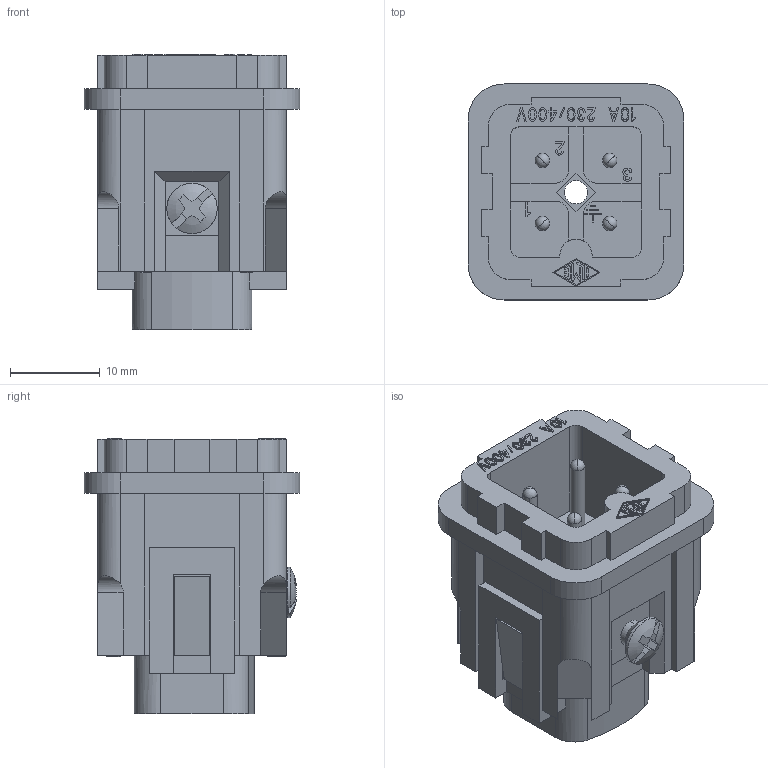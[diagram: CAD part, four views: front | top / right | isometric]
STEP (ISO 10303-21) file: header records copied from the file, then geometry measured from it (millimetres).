
FILE_DESCRIPTION(('Creo Elements/Direct Modeling STEP Export'),'2;1');
FILE_NAME('0lndrr04h2mh1cq4688','2018-02-05T13:04:11',(''),(''),'PTC Creo Elements/Direct Modeling STEP processor for AP214 (Solid Model)','PTC Creo Elements/Direct Modeling 19.0B 21-Mar-2015 (C) Parametric Technology GmbH','');
FILE_SCHEMA(('AUTOMOTIVE_DESIGN { 1 0 10303 214 1 1 1 1 }'));
Length unit declared in the file: millimetre
Products named in the file (2): CKM_03_RY
Assembly tree (1 placements, depth 2):
  CKM_03_RY
    CKM_03_RY
Bounding box: 24 x 24 x 30.65 mm (x, y, z)
Volume: 7794.8 mm3; surface area: 6133.2 mm2
Topology: 1 solids, 2 shells, 1076 faces, 3049 edges, 2022 vertices
Faces by surface type: plane 966, cylinder 90, sphere 10, torus 8, cone 2
Entity records: 35918 total; most frequent: CARTESIAN_POINT 7332, ORIENTED_EDGE 6082, DIRECTION 5158, EDGE_CURVE 3041, VECTOR 2746, LINE 2746, VERTEX_POINT 2022, AXIS2_PLACEMENT_3D 1206
